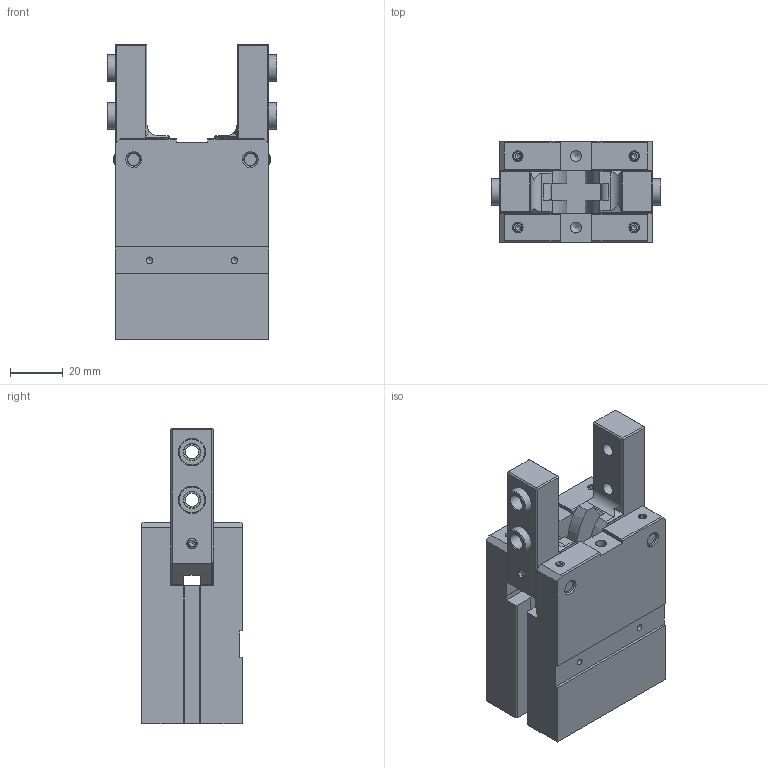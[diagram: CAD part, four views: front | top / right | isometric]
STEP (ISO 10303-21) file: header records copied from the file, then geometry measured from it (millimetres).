
FILE_DESCRIPTION(/* description */ (''),/* implementation_level */ '2;1');
FILE_NAME(/* name */ 'GPR 32.stp',/* time_stamp */ '2021-04-19T11:37:00+02:00',/* author */ ('Emilio'),/* organization */ (''),/* preprocessor_version */ 'ST-DEVELOPER v17.2',/* originating_system */ 'Autodesk Inventor 2019',/* authorisation */ '');
FILE_SCHEMA (('AUTOMOTIVE_DESIGN { 1 0 10303 214 3 1 1 }'));
Length unit declared in the file: millimetre
Products named in the file (8): GPR 32; BOCCOLA 10H7L7; DIN 913 - M4 x 5 Acciaio; PGC-32-CORPO-CLIENTE; PGC-32-SPINA CORTA; PGC-32-SPINA; GPR-32 GRIFFA; DIN 913 - M4 x 6 Acciaio
Assembly tree (17 placements, depth 2):
  GPR 32
    BOCCOLA 10H7L7  x4
    DIN 913 - M4 x 5 Acciaio  x2
    PGC-32-CORPO-CLIENTE
    PGC-32-SPINA CORTA  x2
    PGC-32-SPINA  x2
    GPR-32 GRIFFA  x2
    DIN 913 - M4 x 6 Acciaio  x4
Bounding box: 64 x 38 x 111.5 mm (x, y, z)
Volume: 160814.2 mm3; surface area: 41561.4 mm2
Topology: 17 solids, 17 shells, 362 faces, 992 edges, 670 vertices
Faces by surface type: plane 208, cone 79, cylinder 75
Full cylindrical faces by diameter (mm): 2 x1, 2.459 x2, 3.242 x6, 4 x6, 4.134 x4, 4.917 x12, 5 x8, 6 x6, 6.2 x4, 10 x8
Entity records: 7735 total; most frequent: CARTESIAN_POINT 1557, DIRECTION 1248, ORIENTED_EDGE 1204, EDGE_CURVE 602, AXIS2_PLACEMENT_3D 435, VERTEX_POINT 420, LINE 378, VECTOR 378
